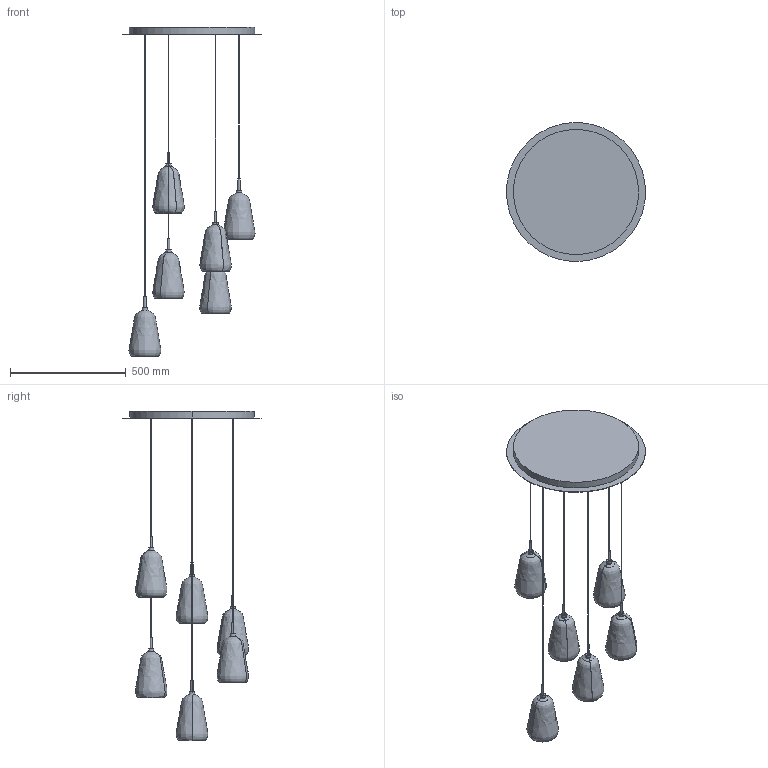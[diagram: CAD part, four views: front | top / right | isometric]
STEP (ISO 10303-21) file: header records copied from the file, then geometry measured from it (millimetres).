
FILE_DESCRIPTION(/* description */ (''),/* implementation_level */ '2;1');
FILE_NAME(/* name */ 'KIT.M.14_X-RAY',/* time_stamp */ '2024-04-10T11:02:37+02:00',/* author */ (''),/* organization */ (''),/* preprocessor_version */ 'ST-DEVELOPER v16.5',/* originating_system */ 'Rhino 7.15',/* authorisation */ '');
FILE_SCHEMA (('CONFIG_CONTROL_DESIGN'));
Length unit declared in the file: millimetre
Products named in the file (1): Document
Bounding box: 600 x 598.39 x 1423.61 mm (x, y, z)
Volume: 14351782.9 mm3; surface area: 3004771.5 mm2
Topology: 15 solids, 45 shells, 288 faces, 654 edges, 336 vertices
Faces by surface type: bspline 204, cylinder 78, plane 6
Entity records: 10706 total; most frequent: CARTESIAN_POINT 7191, ORIENTED_EDGE 1068, EDGE_CURVE 582, VERTEX_POINT 336, ADVANCED_FACE 288, FACE_OUTER_BOUND 288, EDGE_LOOP 288, B_SPLINE_CURVE_WITH_KNOTS 228
